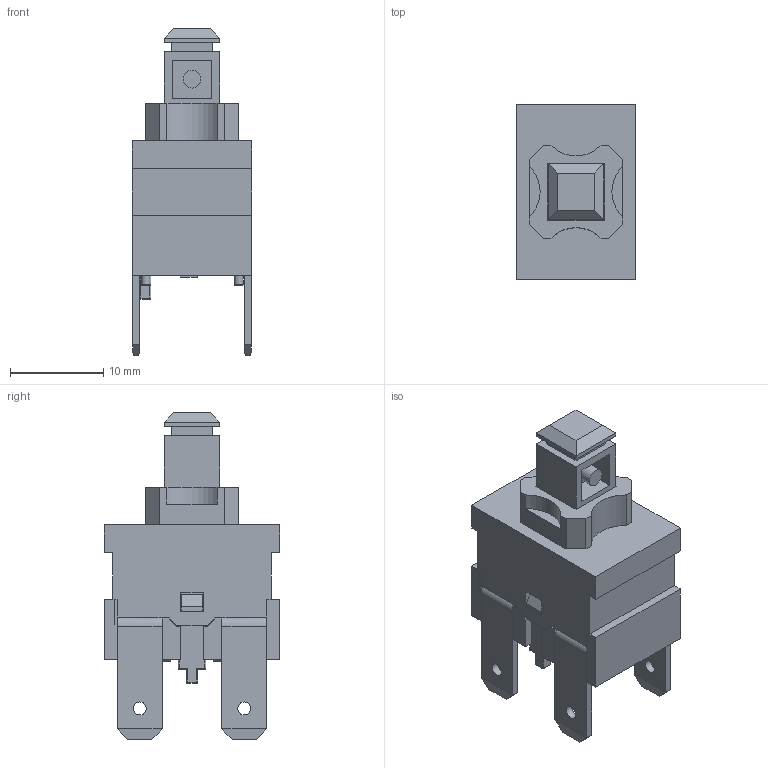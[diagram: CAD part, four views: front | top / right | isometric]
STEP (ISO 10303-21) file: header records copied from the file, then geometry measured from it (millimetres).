
FILE_DESCRIPTION(/* description */ (''),/* implementation_level */ '2;1');
FILE_NAME(/* name */ 'PA51EC.stp',/* time_stamp */ '2025-05-28T08:05:39-05:00',/* author */ ('mroman'),/* organization */ (''),/* preprocessor_version */ 'ST-DEVELOPER v18.1',/* originating_system */ 'Autodesk Inventor 2022',/* authorisation */ '');
FILE_SCHEMA (('AUTOMOTIVE_DESIGN { 1 0 10303 214 3 1 1 }'));
Length unit declared in the file: centimetre
Products named in the file (1): PA51EC
Bounding box: 12.8 x 18.8 x 35 mm (x, y, z)
Volume: 2286.1 mm3; surface area: 4611.6 mm2
Topology: 1 solids, 1 shells, 843 faces, 2367 edges, 1526 vertices
Faces by surface type: plane 622, bspline 117, cylinder 90, sphere 8, torus 6
Full cylindrical faces by diameter (mm): 0.95 x4, 1.4 x4, 1.9 x1, 2.5 x2, 3 x1
Entity records: 28250 total; most frequent: CARTESIAN_POINT 7080, ORIENTED_EDGE 4734, DIRECTION 3794, EDGE_CURVE 2367, LINE 1908, VECTOR 1908, VERTEX_POINT 1526, AXIS2_PLACEMENT_3D 943
